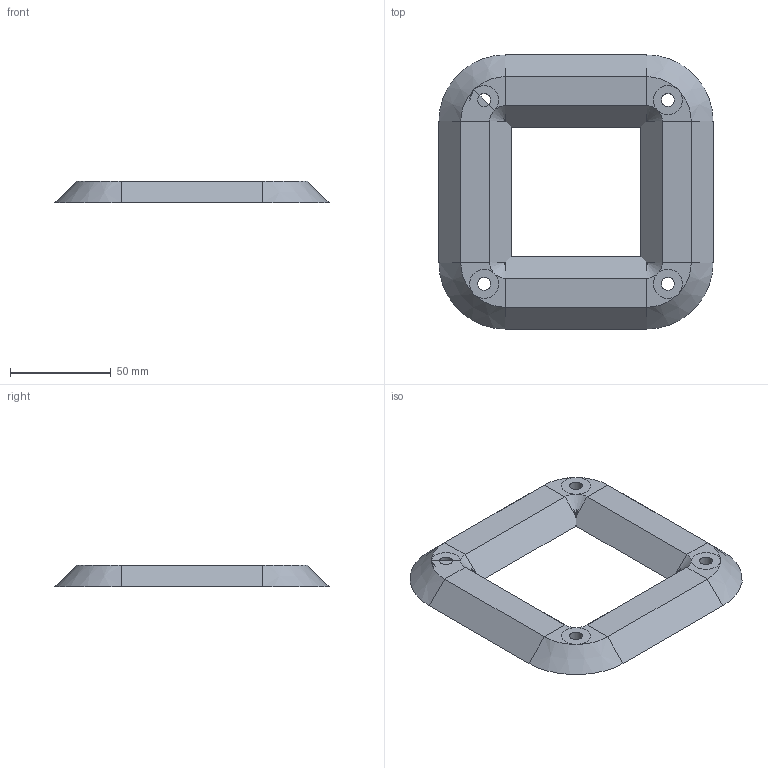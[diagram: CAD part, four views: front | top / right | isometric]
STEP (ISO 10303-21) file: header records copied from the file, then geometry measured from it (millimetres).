
FILE_DESCRIPTION(('FreeCAD Model'),'2;1');
FILE_NAME( 'Otevreny_plat.step', '2021-03-01T10:44:49',('Author'),(''), 'Open CASCADE STEP processor 7.3','FreeCAD','Unknown');
FILE_SCHEMA(('AUTOMOTIVE_DESIGN { 1 0 10303 214 1 1 1 1 }'));
Length unit declared in the file: millimetre
Products named in the file (1): Otevreny_plat
Bounding box: 136 x 136 x 10.8 mm (x, y, z)
Volume: 60397 mm3; surface area: 33889.7 mm2
Topology: 1 solids, 1 shells, 92 faces, 196 edges, 104 vertices
Faces by surface type: plane 68, cone 16, cylinder 8
Full cylindrical faces by diameter (mm): 6.4 x4, 14.4 x4
Entity records: 4949 total; most frequent: CARTESIAN_POINT 1065, DIRECTION 774, LINE 384, VECTOR 384, ORIENTED_EDGE 376, PCURVE 376, DEFINITIONAL_REPRESENTATION 376, EDGE_CURVE 188
